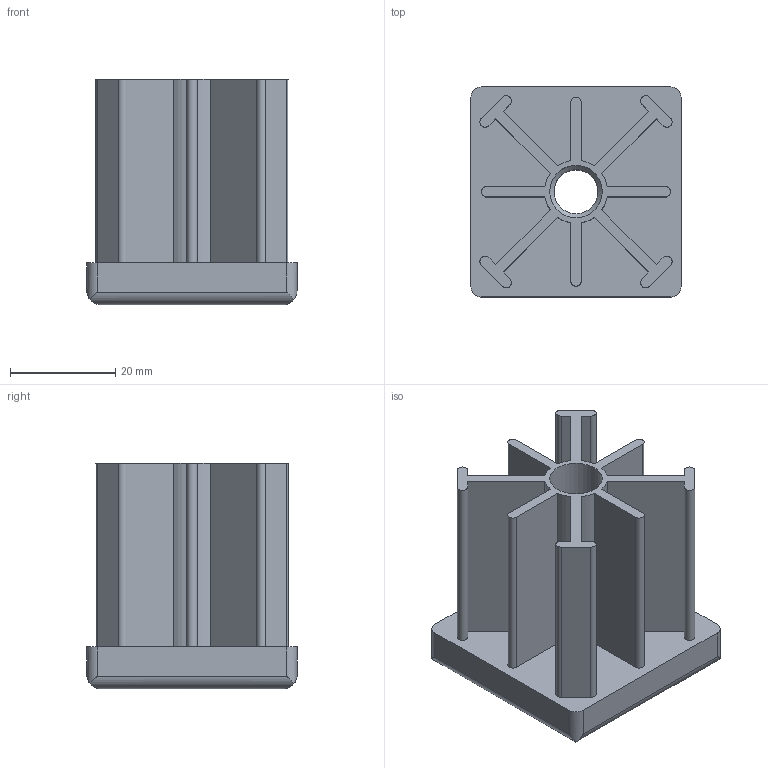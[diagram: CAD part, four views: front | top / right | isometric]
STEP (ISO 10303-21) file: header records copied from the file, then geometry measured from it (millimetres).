
FILE_DESCRIPTION( ( 'STEP AP214' ), '1' );
FILE_NAME( 'K0430.104020.stp', '2020-12-07T15:00:28', ( '' ), ( '' ), ' ', 'PARTsolutions', ' ' );
FILE_SCHEMA( ( 'AUTOMOTIVE_DESIGN { 1 0 10303 214 1 1 1 1 }' ) );
Length unit declared in the file: millimetre
Products named in the file (1): _K0430.104020
Bounding box: 40 x 40 x 42.99 mm (x, y, z)
Volume: 23334.6 mm3; surface area: 15913.5 mm2
Topology: 1 solids, 1 shells, 67 faces, 190 edges, 126 vertices
Faces by surface type: plane 35, cylinder 30, cone 2
Full cylindrical faces by diameter (mm): 8.376 x1, 10 x1
Entity records: 2820 total; most frequent: CARTESIAN_POINT 518, ORIENTED_EDGE 370, DIRECTION 358, EDGE_CURVE 185, VERTEX_POINT 125, LINE 124, VECTOR 124, AXIS2_PLACEMENT_3D 117
